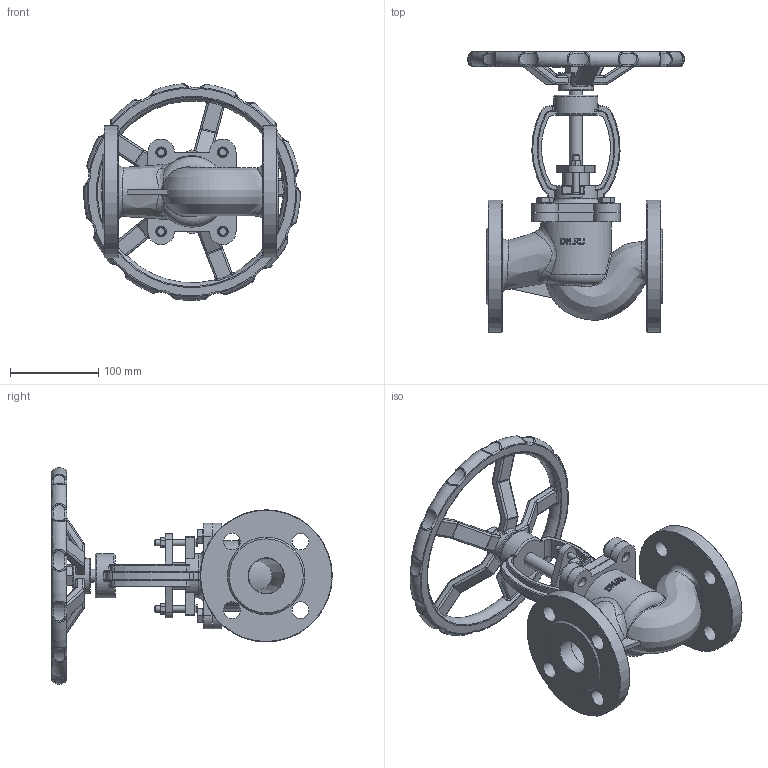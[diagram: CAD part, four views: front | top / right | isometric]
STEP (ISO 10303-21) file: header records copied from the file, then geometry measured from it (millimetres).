
FILE_DESCRIPTION(/* description */ (''),/* implementation_level */ '2;1');
FILE_NAME(/* name */ 'DN40_3D_STEP.stp',/* time_stamp */ '2024-02-11T18:52:20+03:00',/* author */ ('igorr'),/* organization */ (''),/* preprocessor_version */ 'ST-DEVELOPER v19.2',/* originating_system */ 'Autodesk Inventor 2023',/* authorisation */ '');
FILE_SCHEMA (('AUTOMOTIVE_DESIGN { 1 0 10303 214 3 1 1 }'));
Length unit declared in the file: millimetre
Products named in the file (6): Сборка; Деталь1; Деталь2; ANSI B18.2.4.2M - M14x2; ANSI B18.2.4.2M - M6x1; AS 1110 - M10 x 16
Assembly tree (9 placements, depth 2):
  Сборка
    Деталь1
    Деталь2
    ANSI B18.2.4.2M - M14x2
    ANSI B18.2.4.2M - M6x1  x2
    AS 1110 - M10 x 16  x4
Bounding box: 246.23 x 318.42 x 245.83 mm (x, y, z)
Volume: 1767842.7 mm3; surface area: 302292.3 mm2
Topology: 9 solids, 9 shells, 909 faces, 2119 edges, 1247 vertices
Faces by surface type: plane 262, cylinder 241, torus 146, bspline 107, cone 81, sphere 72
Full cylindrical faces by diameter (mm): 4.917 x2, 7 x4, 10 x4, 11.835 x1, 12 x8, 15 x3, 16 x4, 18 x1, 19 x8, 30 x1, 40 x3, 50 x1, 80 x1, 90 x1, 150 x2
Entity records: 33431 total; most frequent: CARTESIAN_POINT 14000, DIRECTION 3957, ORIENTED_EDGE 3840, EDGE_CURVE 1920, AXIS2_PLACEMENT_3D 1656, VERTEX_POINT 1128, CIRCLE 909, EDGE_LOOP 890
